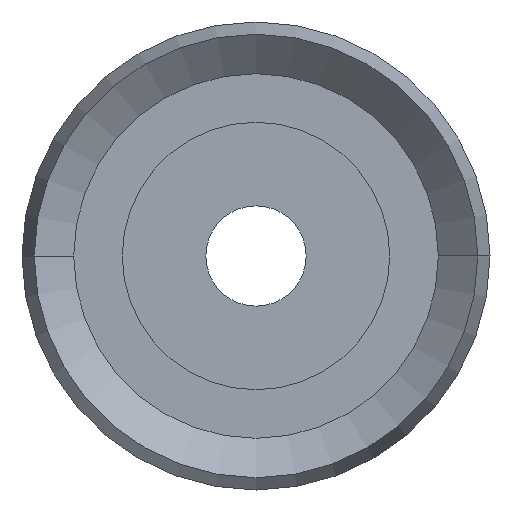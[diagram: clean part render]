
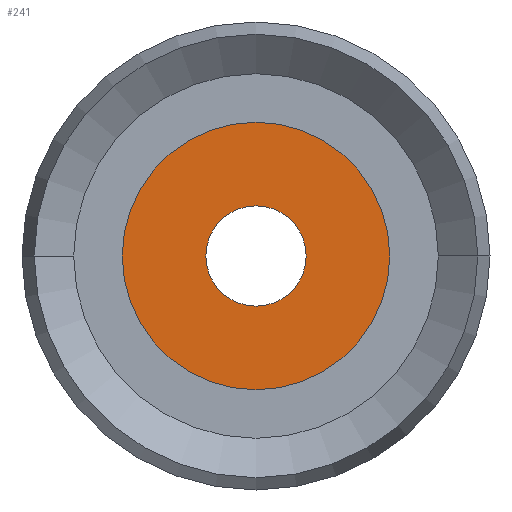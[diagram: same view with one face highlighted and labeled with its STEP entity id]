
A CAD part, left-side view. The second image highlights one B-rep face of the part: STEP entity #241.
In plain terms, the highlighted planar face has unit normal (-1, 0, 0).
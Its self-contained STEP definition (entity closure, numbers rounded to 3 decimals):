
#241 = ADVANCED_FACE( '', ( #581, #582 ), #583, .T. );
#581 = FACE_BOUND( '', #923, .T. );
#582 = FACE_OUTER_BOUND( '', #924, .T. );
#583 = PLANE( '', #925 );
#923 = EDGE_LOOP( '', ( #2378, #2379 ) );
#924 = EDGE_LOOP( '', ( #2380, #2381 ) );
#925 = AXIS2_PLACEMENT_3D( '', #2382, #2383, #2384 );
#2378 = ORIENTED_EDGE( '', *, *, #2871, .F. );
#2379 = ORIENTED_EDGE( '', *, *, #2395, .F. );
#2380 = ORIENTED_EDGE( '', *, *, #2399, .T. );
#2381 = ORIENTED_EDGE( '', *, *, #2870, .T. );
#2382 = CARTESIAN_POINT( '', ( 0., 2.75, 0. ) );
#2383 = DIRECTION( '', ( -1., 0., 0. ) );
#2384 = DIRECTION( '', ( 0., 1., 0. ) );
#2395 = EDGE_CURVE( '', #2877, #2873, #2879, .T. );
#2399 = EDGE_CURVE( '', #2881, #2885, #2887, .T. );
#2870 = EDGE_CURVE( '', #2885, #2881, #3668, .T. );
#2871 = EDGE_CURVE( '', #2873, #2877, #3669, .T. );
#2873 = VERTEX_POINT( '', #3671 );
#2877 = VERTEX_POINT( '', #3676 );
#2879 = CIRCLE( '', #3679, 1.5 );
#2881 = VERTEX_POINT( '', #3681 );
#2885 = VERTEX_POINT( '', #3686 );
#2887 = CIRCLE( '', #3689, 4. );
#3668 = CIRCLE( '', #4700, 4. );
#3669 = CIRCLE( '', #4701, 1.5 );
#3671 = CARTESIAN_POINT( '', ( 0., 1.5, 0. ) );
#3676 = CARTESIAN_POINT( '', ( 0., -1.5, 0. ) );
#3679 = AXIS2_PLACEMENT_3D( '', #4707, #4708, #4709 );
#3681 = CARTESIAN_POINT( '', ( 0., 4., 0. ) );
#3686 = CARTESIAN_POINT( '', ( 0., -4., 0. ) );
#3689 = AXIS2_PLACEMENT_3D( '', #4715, #4716, #4717 );
#4700 = AXIS2_PLACEMENT_3D( '', #5668, #5669, #5670 );
#4701 = AXIS2_PLACEMENT_3D( '', #5671, #5672, #5673 );
#4707 = CARTESIAN_POINT( '', ( 0., 0., 0. ) );
#4708 = DIRECTION( '', ( -1., 0., 0. ) );
#4709 = DIRECTION( '', ( 0., 1., 0. ) );
#4715 = CARTESIAN_POINT( '', ( 0., 0., 0. ) );
#4716 = DIRECTION( '', ( -1., 0., 0. ) );
#4717 = DIRECTION( '', ( 0., 1., 0. ) );
#5668 = CARTESIAN_POINT( '', ( 0., 0., 0. ) );
#5669 = DIRECTION( '', ( -1., 0., 0. ) );
#5670 = DIRECTION( '', ( 0., 1., 0. ) );
#5671 = CARTESIAN_POINT( '', ( 0., 0., 0. ) );
#5672 = DIRECTION( '', ( -1., 0., 0. ) );
#5673 = DIRECTION( '', ( 0., 1., 0. ) );
